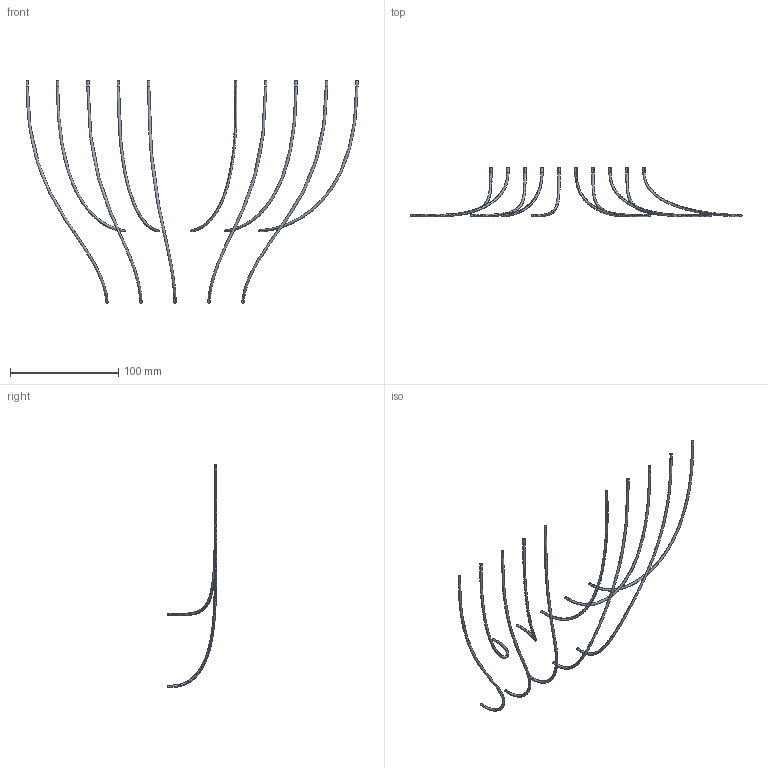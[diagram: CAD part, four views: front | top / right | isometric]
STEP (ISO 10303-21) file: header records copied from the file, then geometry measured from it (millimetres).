
FILE_DESCRIPTION (( 'STEP AP214' ), '1' );
FILE_NAME ('a1_4K_Floating_to_panel_copper.STEP', '2025-12-08T14:53:47', ( '' ), ( '' ), 'SwSTEP 2.0', 'SolidWorks 2018', '' );
FILE_SCHEMA (( 'AUTOMOTIVE_DESIGN' ));
Length unit declared in the file: millimetre
Products named in the file (1): a1_4K_Floating_to_panel_copper
Bounding box: 306.19 x 46.04 x 205.44 mm (x, y, z)
Volume: 8024.8 mm3; surface area: 14732.1 mm2
Topology: 10 solids, 10 shells, 80 faces, 154 edges, 94 vertices
Faces by surface type: cylinder 32, bspline 28, plane 20
Entity records: 8579 total; most frequent: CARTESIAN_POINT 6923, DIRECTION 322, ORIENTED_EDGE 308, EDGE_CURVE 154, AXIS2_PLACEMENT_3D 145, VERTEX_POINT 94, CIRCLE 92, ADVANCED_FACE 80
